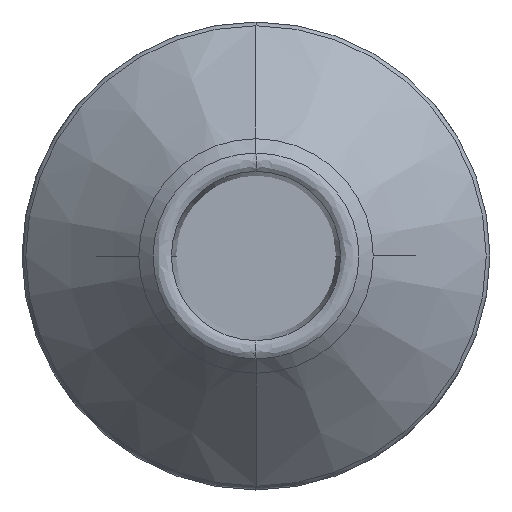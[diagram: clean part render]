
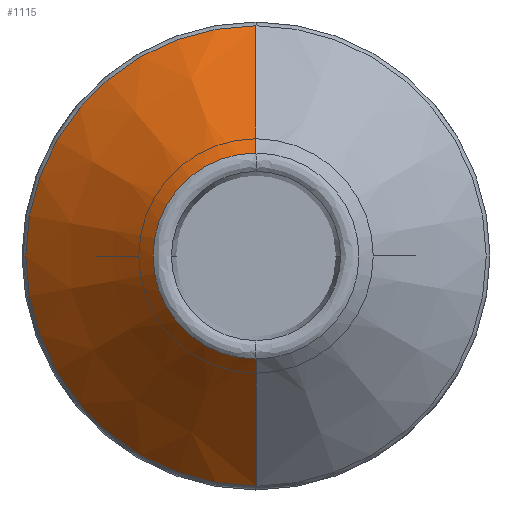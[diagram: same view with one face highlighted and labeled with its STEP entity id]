
A CAD part, left-side view. The second image highlights one B-rep face of the part: STEP entity #1115.
In plain terms, the highlighted conical face has half-angle 45 degrees and reference radius 14.199 mm.
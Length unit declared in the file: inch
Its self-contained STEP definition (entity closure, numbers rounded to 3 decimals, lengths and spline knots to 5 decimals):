
#19 = DIRECTION ( 'NONE',  ( 1., 0., 0. ) ) ;
#29 = VERTEX_POINT ( 'NONE', #470 ) ;
#103 = VERTEX_POINT ( 'NONE', #107 ) ;
#107 = CARTESIAN_POINT ( 'NONE',  ( 0., 0., -0.25 ) ) ;
#108 = CARTESIAN_POINT ( 'NONE',  ( 0.30901, 0., 0.55901 ) ) ;
#141 = CONICAL_SURFACE ( 'NONE', #619, 0.55901, 0.785 ) ;
#202 = LINE ( 'NONE', #1486, #586 ) ;
#214 = EDGE_CURVE ( 'NONE', #103, #1118, #334, .T. ) ;
#257 = DIRECTION ( 'NONE',  ( 0., 0., -1. ) ) ;
#310 = AXIS2_PLACEMENT_3D ( 'NONE', #541, #1547, #930 ) ;
#333 = DIRECTION ( 'NONE',  ( 0.707, 0., 0.707 ) ) ;
#334 = CIRCLE ( 'NONE', #310, 0.25 ) ;
#339 = CARTESIAN_POINT ( 'NONE',  ( 0.30901, 0., 0. ) ) ;
#364 = CARTESIAN_POINT ( 'NONE',  ( 0.30901, 0., 0. ) ) ;
#414 = EDGE_CURVE ( 'NONE', #29, #1450, #1080, .T. ) ;
#470 = CARTESIAN_POINT ( 'NONE',  ( 0.30901, 0., -0.55901 ) ) ;
#534 = AXIS2_PLACEMENT_3D ( 'NONE', #339, #864, #1349 ) ;
#541 = CARTESIAN_POINT ( 'NONE',  ( 0., 0., 0. ) ) ;
#586 = VECTOR ( 'NONE', #333, 39.37008 ) ;
#597 = DIRECTION ( 'NONE',  ( 0.707, 0., -0.707 ) ) ;
#619 = AXIS2_PLACEMENT_3D ( 'NONE', #364, #19, #257 ) ;
#793 = FACE_OUTER_BOUND ( 'NONE', #1386, .T. ) ;
#820 = EDGE_CURVE ( 'NONE', #103, #29, #1088, .T. ) ;
#849 = CARTESIAN_POINT ( 'NONE',  ( 0.30901, 0., -0.55901 ) ) ;
#864 = DIRECTION ( 'NONE',  ( 1., 0., 0. ) ) ;
#892 = EDGE_CURVE ( 'NONE', #1118, #1450, #202, .T. ) ;
#896 = CARTESIAN_POINT ( 'NONE',  ( 0., 0., 0.25 ) ) ;
#930 = DIRECTION ( 'NONE',  ( 0., 0., -1. ) ) ;
#1028 = ORIENTED_EDGE ( 'NONE', *, *, #892, .T. ) ;
#1038 = ORIENTED_EDGE ( 'NONE', *, *, #214, .T. ) ;
#1080 = CIRCLE ( 'NONE', #534, 0.55901 ) ;
#1088 = LINE ( 'NONE', #849, #1427 ) ;
#1115 = ADVANCED_FACE ( 'NONE', ( #793 ), #141, .T. ) ;
#1118 = VERTEX_POINT ( 'NONE', #896 ) ;
#1323 = ORIENTED_EDGE ( 'NONE', *, *, #414, .F. ) ;
#1349 = DIRECTION ( 'NONE',  ( 0., 0., 1. ) ) ;
#1354 = ORIENTED_EDGE ( 'NONE', *, *, #820, .F. ) ;
#1386 = EDGE_LOOP ( 'NONE', ( #1038, #1028, #1323, #1354 ) ) ;
#1427 = VECTOR ( 'NONE', #597, 39.37008 ) ;
#1450 = VERTEX_POINT ( 'NONE', #108 ) ;
#1486 = CARTESIAN_POINT ( 'NONE',  ( 0.30901, 0., 0.55901 ) ) ;
#1547 = DIRECTION ( 'NONE',  ( 1., 0., 0. ) ) ;
